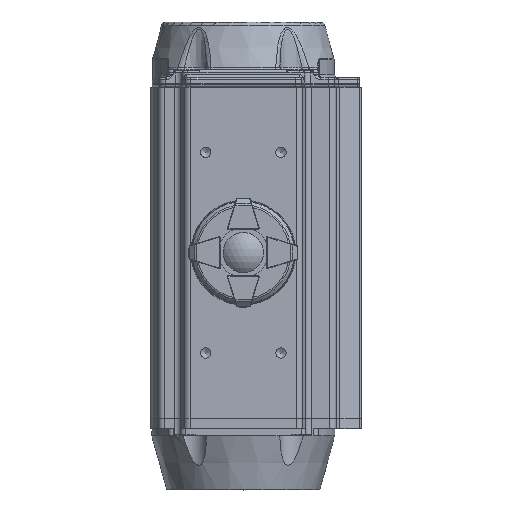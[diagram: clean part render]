
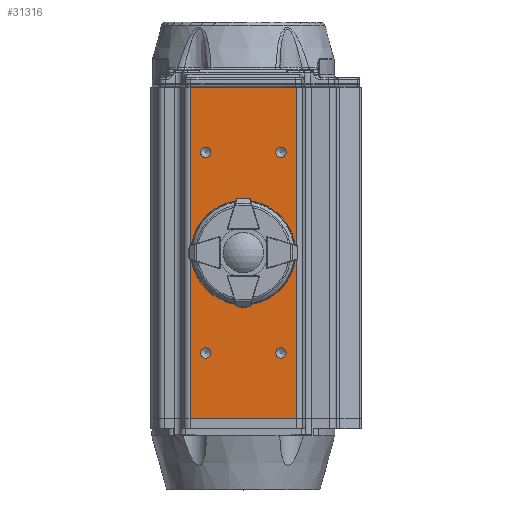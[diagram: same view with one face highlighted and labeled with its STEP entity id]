
A CAD part, top view. The second image highlights one B-rep face of the part: STEP entity #31316.
In plain terms, the highlighted face is planar.
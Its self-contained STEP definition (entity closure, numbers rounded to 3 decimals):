
#2225=CIRCLE('',#35481,11.25);
#2227=CIRCLE('',#35484,2.067);
#2229=CIRCLE('',#35487,2.067);
#2231=CIRCLE('',#35490,2.067);
#2233=CIRCLE('',#35493,2.067);
#12618=ORIENTED_EDGE('',*,*,#17239,.F.);
#12619=ORIENTED_EDGE('',*,*,#17293,.T.);
#12620=ORIENTED_EDGE('',*,*,#17266,.T.);
#12621=ORIENTED_EDGE('',*,*,#17292,.F.);
#12622=ORIENTED_EDGE('',*,*,#17188,.T.);
#12623=ORIENTED_EDGE('',*,*,#17190,.T.);
#12624=ORIENTED_EDGE('',*,*,#17192,.T.);
#12625=ORIENTED_EDGE('',*,*,#17194,.T.);
#12626=ORIENTED_EDGE('',*,*,#17196,.T.);
#17188=EDGE_CURVE('',#20235,#20235,#2225,.T.);
#17190=EDGE_CURVE('',#20237,#20237,#2227,.T.);
#17192=EDGE_CURVE('',#20239,#20239,#2229,.T.);
#17194=EDGE_CURVE('',#20241,#20241,#2231,.T.);
#17196=EDGE_CURVE('',#20243,#20243,#2233,.T.);
#17239=EDGE_CURVE('',#20299,#20300,#22184,.T.);
#17266=EDGE_CURVE('',#20327,#20326,#22196,.T.);
#17292=EDGE_CURVE('',#20300,#20326,#22213,.T.);
#17293=EDGE_CURVE('',#20299,#20327,#22214,.T.);
#20235=VERTEX_POINT('',#68626);
#20237=VERTEX_POINT('',#68631);
#20239=VERTEX_POINT('',#68636);
#20241=VERTEX_POINT('',#68641);
#20243=VERTEX_POINT('',#68646);
#20299=VERTEX_POINT('',#68784);
#20300=VERTEX_POINT('',#68786);
#20326=VERTEX_POINT('',#68839);
#20327=VERTEX_POINT('',#68841);
#22184=LINE('',#68785,#24036);
#22196=LINE('',#68840,#24048);
#22213=LINE('',#68900,#24065);
#22214=LINE('',#68902,#24066);
#24036=VECTOR('',#43251,1000.);
#24048=VECTOR('',#43295,1000.);
#24065=VECTOR('',#43352,1000.);
#24066=VECTOR('',#43355,1000.);
#26348=EDGE_LOOP('',(#12618,#12619,#12620,#12621));
#26349=EDGE_LOOP('',(#12622));
#26350=EDGE_LOOP('',(#12623));
#26351=EDGE_LOOP('',(#12624));
#26352=EDGE_LOOP('',(#12625));
#26353=EDGE_LOOP('',(#12626));
#28707=FACE_BOUND('',#26348,.T.);
#28708=FACE_BOUND('',#26349,.T.);
#28709=FACE_BOUND('',#26350,.T.);
#28710=FACE_BOUND('',#26351,.T.);
#28711=FACE_BOUND('',#26352,.T.);
#28712=FACE_BOUND('',#26353,.T.);
#29458=PLANE('',#35600);
#31316=ADVANCED_FACE('',(#28707,#28708,#28709,#28710,#28711,#28712),#29458,
 .T.);
#35481=AXIS2_PLACEMENT_3D('',#68625,#43077,#43078);
#35484=AXIS2_PLACEMENT_3D('',#68630,#43083,#43084);
#35487=AXIS2_PLACEMENT_3D('',#68635,#43089,#43090);
#35490=AXIS2_PLACEMENT_3D('',#68640,#43095,#43096);
#35493=AXIS2_PLACEMENT_3D('',#68645,#43101,#43102);
#35600=AXIS2_PLACEMENT_3D('',#68901,#43353,#43354);
#43077=DIRECTION('',(0.,-1.,0.));
#43078=DIRECTION('',(-1.,0.,0.));
#43083=DIRECTION('',(0.,-1.,0.));
#43084=DIRECTION('',(-1.,0.,0.));
#43089=DIRECTION('',(0.,-1.,0.));
#43090=DIRECTION('',(-1.,0.,0.));
#43095=DIRECTION('',(0.,-1.,0.));
#43096=DIRECTION('',(-1.,0.,0.));
#43101=DIRECTION('',(0.,-1.,0.));
#43102=DIRECTION('',(-1.,0.,0.));
#43251=DIRECTION('',(-1.,0.,0.));
#43295=DIRECTION('',(-1.,0.,0.));
#43352=DIRECTION('',(0.,0.,-1.));
#43353=DIRECTION('',(0.,1.,0.));
#43354=DIRECTION('',(1.,0.,0.));
#43355=DIRECTION('',(0.,0.,-1.));
#68625=CARTESIAN_POINT('',(0.,44.529,66.));
#68626=CARTESIAN_POINT('',(-11.25,44.529,66.));
#68630=CARTESIAN_POINT('',(15.,44.529,26.));
#68631=CARTESIAN_POINT('',(12.933,44.529,26.));
#68635=CARTESIAN_POINT('',(-15.,44.529,26.));
#68636=CARTESIAN_POINT('',(-17.067,44.529,26.));
#68640=CARTESIAN_POINT('',(-15.,44.529,106.));
#68641=CARTESIAN_POINT('',(-17.067,44.529,106.));
#68645=CARTESIAN_POINT('',(15.,44.529,106.));
#68646=CARTESIAN_POINT('',(12.933,44.529,106.));
#68784=CARTESIAN_POINT('',(21.249,44.529,132.));
#68785=CARTESIAN_POINT('',(5.25,44.529,132.));
#68786=CARTESIAN_POINT('',(-21.249,44.529,132.));
#68839=CARTESIAN_POINT('',(-21.249,44.529,0.));
#68840=CARTESIAN_POINT('',(5.25,44.529,0.));
#68841=CARTESIAN_POINT('',(21.249,44.529,0.));
#68900=CARTESIAN_POINT('',(-21.249,44.529,0.));
#68901=CARTESIAN_POINT('',(21.249,44.529,0.));
#68902=CARTESIAN_POINT('',(21.249,44.529,0.));
